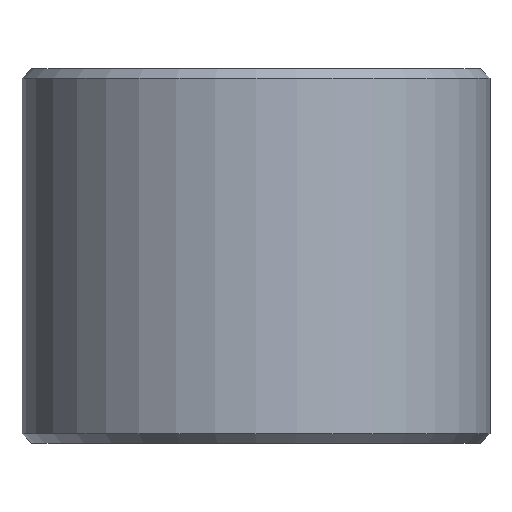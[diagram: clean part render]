
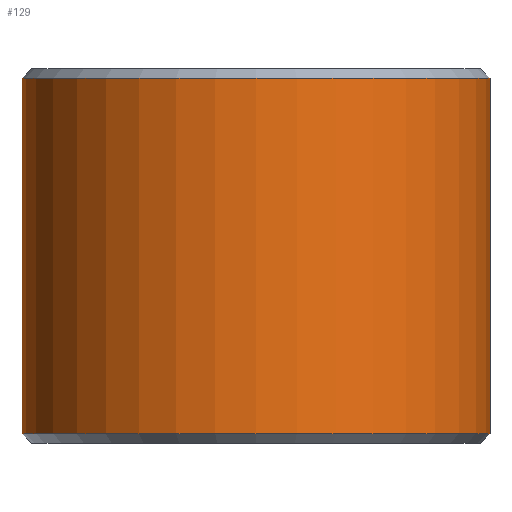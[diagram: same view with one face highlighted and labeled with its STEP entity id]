
A CAD part, front view. The second image highlights one B-rep face of the part: STEP entity #129.
In plain terms, the highlighted cylindrical face has radius 25 mm (diameter 50 mm), a full revolution.
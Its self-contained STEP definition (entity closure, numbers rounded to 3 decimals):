
#20=CYLINDRICAL_SURFACE('',#168,25.);
#27=FACE_OUTER_BOUND('',#37,.T.);
#37=EDGE_LOOP('',(#108,#109,#110,#111,#112,#113));
#43=LINE('',#248,#49);
#49=VECTOR('',#212,25.);
#57=CIRCLE('',#166,25.);
#58=CIRCLE('',#167,25.);
#59=CIRCLE('',#169,25.);
#60=CIRCLE('',#170,25.);
#67=VERTEX_POINT('',#238);
#68=VERTEX_POINT('',#240);
#69=VERTEX_POINT('',#244);
#70=VERTEX_POINT('',#245);
#81=EDGE_CURVE('',#67,#68,#57,.T.);
#82=EDGE_CURVE('',#68,#67,#58,.T.);
#83=EDGE_CURVE('',#69,#70,#59,.T.);
#84=EDGE_CURVE('',#70,#69,#60,.T.);
#85=EDGE_CURVE('',#70,#68,#43,.T.);
#108=ORIENTED_EDGE('',*,*,#83,.F.);
#109=ORIENTED_EDGE('',*,*,#84,.F.);
#110=ORIENTED_EDGE('',*,*,#85,.T.);
#111=ORIENTED_EDGE('',*,*,#81,.F.);
#112=ORIENTED_EDGE('',*,*,#82,.F.);
#113=ORIENTED_EDGE('',*,*,#85,.F.);
#129=ADVANCED_FACE('',(#27),#20,.T.);
#166=AXIS2_PLACEMENT_3D('',#241,#202,#203);
#167=AXIS2_PLACEMENT_3D('',#242,#204,#205);
#168=AXIS2_PLACEMENT_3D('',#243,#206,#207);
#169=AXIS2_PLACEMENT_3D('',#246,#208,#209);
#170=AXIS2_PLACEMENT_3D('',#247,#210,#211);
#202=DIRECTION('center_axis',(0.,0.,-1.));
#203=DIRECTION('ref_axis',(-1.,0.,0.));
#204=DIRECTION('center_axis',(0.,0.,-1.));
#205=DIRECTION('ref_axis',(-1.,0.,0.));
#206=DIRECTION('center_axis',(0.,0.,1.));
#207=DIRECTION('ref_axis',(1.,0.,0.));
#208=DIRECTION('center_axis',(0.,0.,1.));
#209=DIRECTION('ref_axis',(-1.,0.,0.));
#210=DIRECTION('center_axis',(0.,0.,1.));
#211=DIRECTION('ref_axis',(-1.,0.,0.));
#212=DIRECTION('',(0.,0.,-1.));
#238=CARTESIAN_POINT('',(25.,0.,-19.));
#240=CARTESIAN_POINT('',(-25.,0.,-19.));
#241=CARTESIAN_POINT('Origin',(0.,0.,-19.));
#242=CARTESIAN_POINT('Origin',(0.,0.,-19.));
#243=CARTESIAN_POINT('Origin',(0.,0.,0.));
#244=CARTESIAN_POINT('',(25.,0.,19.));
#245=CARTESIAN_POINT('',(-25.,0.,19.));
#246=CARTESIAN_POINT('Origin',(0.,0.,19.));
#247=CARTESIAN_POINT('Origin',(0.,0.,19.));
#248=CARTESIAN_POINT('',(-25.,0.,0.));
